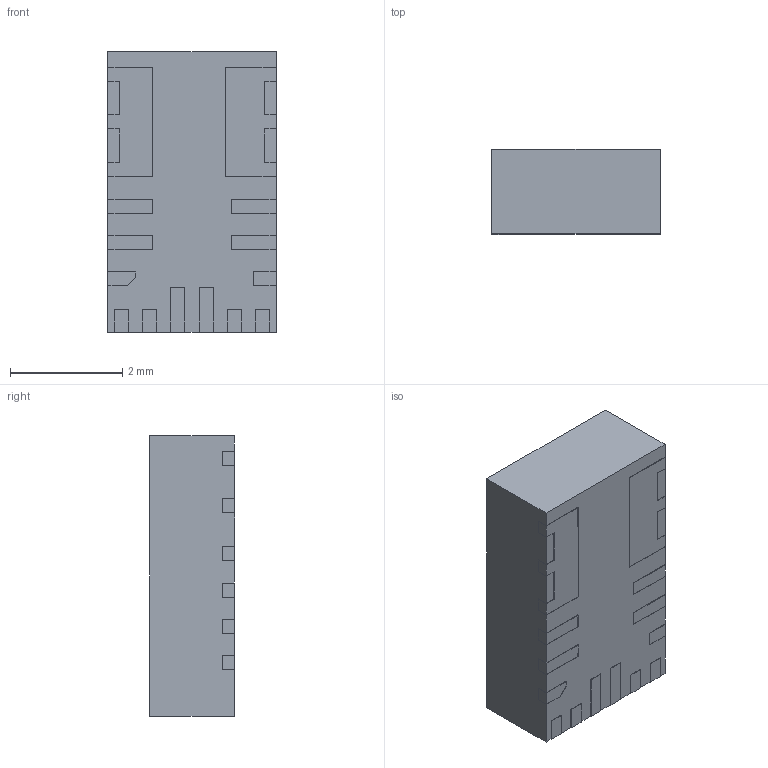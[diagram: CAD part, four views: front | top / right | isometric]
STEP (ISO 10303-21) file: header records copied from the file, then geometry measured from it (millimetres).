
FILE_DESCRIPTION(/* description */ (''),/* implementation_level */ '2;1');
FILE_NAME(/* name */ 'MPM3610.step',/* time_stamp */ '2021-03-05T14:34:07-05:00',/* author */ (''),/* organization */ (''),/* preprocessor_version */ 'ST-DEVELOPER v18.1',/* originating_system */ 'Autodesk Translation Framework v9.10.0.1330',/* authorisation */ '');
FILE_SCHEMA (('AUTOMOTIVE_DESIGN { 1 0 10303 214 3 1 1 }'));
Length unit declared in the file: millimetre
Products named in the file (1): MPM3610
Bounding box: 3 x 1.52 x 5 mm (x, y, z)
Volume: 22.5 mm3; surface area: 75.2 mm2
Topology: 16 solids, 16 shells, 183 faces, 453 edges, 302 vertices
Faces by surface type: plane 182, cylinder 1
Full cylindrical faces by diameter (mm): 0.2 x1
Entity records: 5348 total; most frequent: CARTESIAN_POINT 939, ORIENTED_EDGE 906, DIRECTION 823, EDGE_CURVE 453, LINE 451, VECTOR 451, VERTEX_POINT 302, AXIS2_PLACEMENT_3D 186
